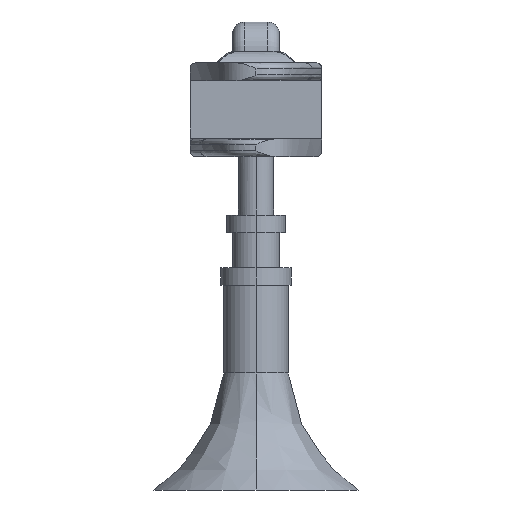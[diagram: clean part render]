
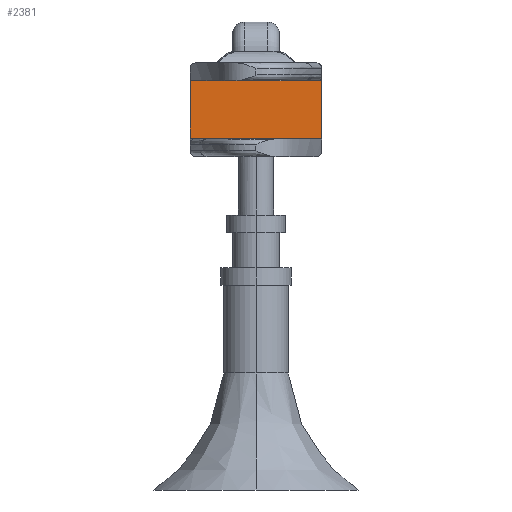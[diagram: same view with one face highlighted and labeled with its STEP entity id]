
A CAD part, left-side view. The second image highlights one B-rep face of the part: STEP entity #2381.
In plain terms, the highlighted planar face has unit normal (-1, 0, 0).
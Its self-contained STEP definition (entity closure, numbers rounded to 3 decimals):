
#53 = CARTESIAN_POINT ( 'NONE',  ( -70.144, -11.144, 5. ) ) ;
#347 = CARTESIAN_POINT ( 'NONE',  ( -70.144, 11.271, -5.018 ) ) ;
#407 = DIRECTION ( 'NONE',  ( 0., 0., 1. ) ) ;
#434 = DIRECTION ( 'NONE',  ( 0., 0., 1. ) ) ;
#475 = LINE ( 'NONE', #4873, #3720 ) ;
#486 = ORIENTED_EDGE ( 'NONE', *, *, #2872, .F. ) ;
#616 = CARTESIAN_POINT ( 'NONE',  ( -70.144, 11.271, -8. ) ) ;
#746 = ORIENTED_EDGE ( 'NONE', *, *, #2459, .T. ) ;
#781 = LINE ( 'NONE', #2543, #3552 ) ;
#925 = DIRECTION ( 'NONE',  ( 0., 1., 0. ) ) ;
#935 = VERTEX_POINT ( 'NONE', #2728 ) ;
#1038 = PLANE ( 'NONE',  #1808 ) ;
#1043 = CARTESIAN_POINT ( 'NONE',  ( -70.144, -11.271, 5.018 ) ) ;
#1326 = VERTEX_POINT ( 'NONE', #2636 ) ;
#1630 = CARTESIAN_POINT ( 'NONE',  ( -70.144, -11.079, 5. ) ) ;
#1708 = EDGE_CURVE ( 'NONE', #935, #3465, #5294, .T. ) ;
#1768 = ORIENTED_EDGE ( 'NONE', *, *, #1708, .F. ) ;
#1779 = CARTESIAN_POINT ( 'NONE',  ( -70.144, 11.271, 5. ) ) ;
#1808 = AXIS2_PLACEMENT_3D ( 'NONE', #616, #3679, #3256 ) ;
#2001 = CARTESIAN_POINT ( 'NONE',  ( -70.144, -11.271, -5. ) ) ;
#2087 = EDGE_CURVE ( 'NONE', #3941, #3465, #475, .T. ) ;
#2158 = VECTOR ( 'NONE', #434, 1000. ) ;
#2288 = CARTESIAN_POINT ( 'NONE',  ( -70.144, -11.208, 5.006 ) ) ;
#2324 = ORIENTED_EDGE ( 'NONE', *, *, #2434, .T. ) ;
#2381 = ADVANCED_FACE ( 'NONE', ( #2750 ), #1038, .T. ) ;
#2434 = EDGE_CURVE ( 'NONE', #935, #1326, #2603, .T. ) ;
#2459 = EDGE_CURVE ( 'NONE', #2826, #4385, #781, .T. ) ;
#2460 = DIRECTION ( 'NONE',  ( 0., 1., 0. ) ) ;
#2543 = CARTESIAN_POINT ( 'NONE',  ( -70.144, -11.271, -8. ) ) ;
#2597 = CARTESIAN_POINT ( 'NONE',  ( -70.144, 11.271, -8. ) ) ;
#2603 = B_SPLINE_CURVE_WITH_KNOTS ( 'NONE', 3,
 ( #347, #3393, #4689, #2926 ),
 .UNSPECIFIED., .F., .F.,
 ( 4, 4 ),
 ( 0., 0. ),
 .UNSPECIFIED. ) ;
#2636 = CARTESIAN_POINT ( 'NONE',  ( -70.144, 11.079, -5. ) ) ;
#2679 = VECTOR ( 'NONE', #2460, 1000. ) ;
#2728 = CARTESIAN_POINT ( 'NONE',  ( -70.144, 11.271, -5.018 ) ) ;
#2732 = ORIENTED_EDGE ( 'NONE', *, *, #2087, .T. ) ;
#2750 = FACE_OUTER_BOUND ( 'NONE', #4047, .T. ) ;
#2826 = VERTEX_POINT ( 'NONE', #2001 ) ;
#2872 = EDGE_CURVE ( 'NONE', #2826, #1326, #2917, .T. ) ;
#2917 = LINE ( 'NONE', #5005, #2679 ) ;
#2926 = CARTESIAN_POINT ( 'NONE',  ( -70.144, 11.079, -5. ) ) ;
#2994 = ORIENTED_EDGE ( 'NONE', *, *, #3458, .T. ) ;
#3021 = B_SPLINE_CURVE_WITH_KNOTS ( 'NONE', 3,
 ( #1043, #2288, #53, #3625 ),
 .UNSPECIFIED., .F., .F.,
 ( 4, 4 ),
 ( 0., 0. ),
 .UNSPECIFIED. ) ;
#3244 = CARTESIAN_POINT ( 'NONE',  ( -70.144, -11.271, 5.018 ) ) ;
#3256 = DIRECTION ( 'NONE',  ( 0., 0., 1. ) ) ;
#3393 = CARTESIAN_POINT ( 'NONE',  ( -70.144, 11.208, -5.006 ) ) ;
#3458 = EDGE_CURVE ( 'NONE', #4385, #3941, #3021, .T. ) ;
#3465 = VERTEX_POINT ( 'NONE', #1779 ) ;
#3552 = VECTOR ( 'NONE', #407, 1000. ) ;
#3625 = CARTESIAN_POINT ( 'NONE',  ( -70.144, -11.079, 5. ) ) ;
#3679 = DIRECTION ( 'NONE',  ( -1., 0., 0. ) ) ;
#3720 = VECTOR ( 'NONE', #925, 1000. ) ;
#3941 = VERTEX_POINT ( 'NONE', #1630 ) ;
#4047 = EDGE_LOOP ( 'NONE', ( #746, #2994, #2732, #1768, #2324, #486 ) ) ;
#4385 = VERTEX_POINT ( 'NONE', #3244 ) ;
#4689 = CARTESIAN_POINT ( 'NONE',  ( -70.144, 11.144, -5. ) ) ;
#4873 = CARTESIAN_POINT ( 'NONE',  ( -70.144, 0., 5. ) ) ;
#5005 = CARTESIAN_POINT ( 'NONE',  ( -70.144, 0., -5. ) ) ;
#5294 = LINE ( 'NONE', #2597, #2158 ) ;
